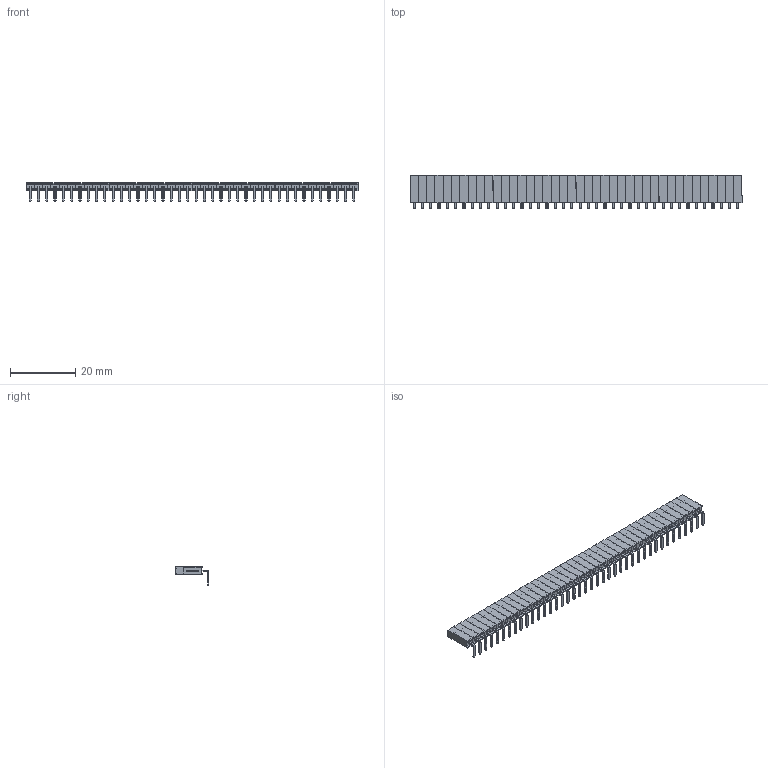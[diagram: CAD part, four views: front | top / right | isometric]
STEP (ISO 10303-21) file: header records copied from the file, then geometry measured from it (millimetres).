
FILE_DESCRIPTION(/* description */ (''),/* implementation_level */ '2;1');
FILE_NAME(/* name */ 'Female Pin Header 01x40 Right Angle.stp',/* time_stamp */ '2019-11-27T16:42:27+01:00',/* author */ ('Bernd das Brot'),/* organization */ (''),/* preprocessor_version */ 'ST-DEVELOPER v18',/* originating_system */ 'Autodesk Inventor 2020',/* authorisation */ '');
FILE_SCHEMA (('AUTOMOTIVE_DESIGN { 1 0 10303 214 3 1 1 }'));
Length unit declared in the file: millimetre
Products named in the file (2): Female Pin Header 01x40 Right Angle; Female Pin Header 1x Right Angle
Assembly tree (40 placements, depth 2):
  Female Pin Header 01x40 Right Angle
    Female Pin Header 1x Right Angle  x40
Bounding box: 101.6 x 10.3 x 5.74 mm (x, y, z)
Volume: 1169 mm3; surface area: 7671.1 mm2
Topology: 40 solids, 40 shells, 6480 faces, 14960 edges, 8480 vertices
Faces by surface type: cylinder 2920, plane 1880, sphere 800, torus 720, bspline 160
Entity records: 5157 total; most frequent: DIRECTION 934, CARTESIAN_POINT 906, ORIENTED_EDGE 740, EDGE_CURVE 370, AXIS2_PLACEMENT_3D 368, VERTEX_POINT 212, LINE 198, VECTOR 198
